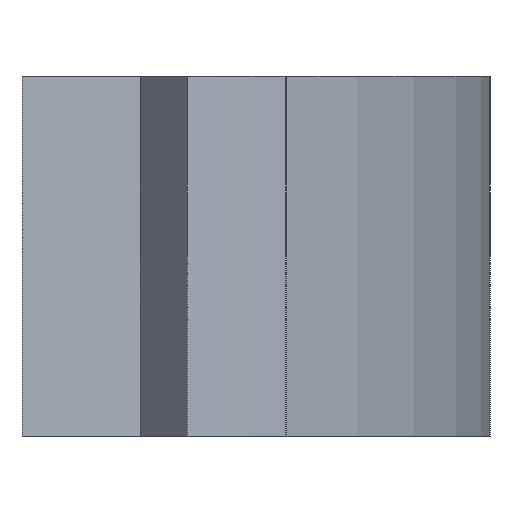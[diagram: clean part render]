
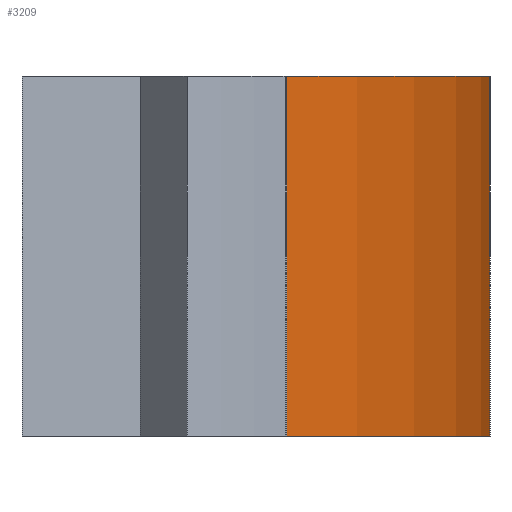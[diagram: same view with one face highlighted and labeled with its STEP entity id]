
A CAD part, left-side view. The second image highlights one B-rep face of the part: STEP entity #3209.
In plain terms, the highlighted cylindrical face has radius 23 mm (diameter 46 mm), a partial arc.
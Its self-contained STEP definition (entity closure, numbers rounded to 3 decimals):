
#81=CIRCLE('',#3386,23.);
#82=CIRCLE('',#3387,23.);
#113=CYLINDRICAL_SURFACE('',#3385,23.);
#197=FACE_OUTER_BOUND('',#350,.T.);
#350=EDGE_LOOP('',(#2370,#2371,#2372,#2373));
#529=LINE('',#4362,#950);
#770=LINE('',#4903,#1191);
#950=VECTOR('',#3548,10.);
#1191=VECTOR('',#3913,23.);
#1371=VERTEX_POINT('',#4360);
#1372=VERTEX_POINT('',#4361);
#1609=VERTEX_POINT('',#4900);
#1610=VERTEX_POINT('',#4902);
#1673=EDGE_CURVE('',#1371,#1372,#529,.T.);
#1914=EDGE_CURVE('',#1372,#1609,#81,.T.);
#1915=EDGE_CURVE('',#1609,#1610,#770,.T.);
#1916=EDGE_CURVE('',#1610,#1371,#82,.T.);
#2370=ORIENTED_EDGE('',*,*,#1673,.T.);
#2371=ORIENTED_EDGE('',*,*,#1914,.T.);
#2372=ORIENTED_EDGE('',*,*,#1915,.T.);
#2373=ORIENTED_EDGE('',*,*,#1916,.T.);
#3209=ADVANCED_FACE('',(#197),#113,.T.);
#3385=AXIS2_PLACEMENT_3D('',#4899,#3909,#3910);
#3386=AXIS2_PLACEMENT_3D('',#4901,#3911,#3912);
#3387=AXIS2_PLACEMENT_3D('',#4904,#3914,#3915);
#3548=DIRECTION('',(0.,0.,-1.));
#3909=DIRECTION('center_axis',(0.,0.,1.));
#3910=DIRECTION('ref_axis',(-0.828,-0.561,0.));
#3911=DIRECTION('center_axis',(0.,0.,1.));
#3912=DIRECTION('ref_axis',(-0.828,-0.561,0.));
#3913=DIRECTION('',(0.,0.,1.));
#3914=DIRECTION('center_axis',(0.,0.,-1.));
#3915=DIRECTION('ref_axis',(-0.828,-0.561,0.));
#4360=CARTESIAN_POINT('',(2.736,-8.822,12.));
#4361=CARTESIAN_POINT('',(2.736,-8.822,0.));
#4362=CARTESIAN_POINT('',(2.736,-8.822,0.));
#4899=CARTESIAN_POINT('Origin',(19.04,7.4,0.));
#4900=CARTESIAN_POINT('',(19.04,-15.6,0.));
#4901=CARTESIAN_POINT('Origin',(19.04,7.4,0.));
#4902=CARTESIAN_POINT('',(19.04,-15.6,12.));
#4903=CARTESIAN_POINT('',(19.04,-15.6,0.));
#4904=CARTESIAN_POINT('Origin',(19.04,7.4,12.));
